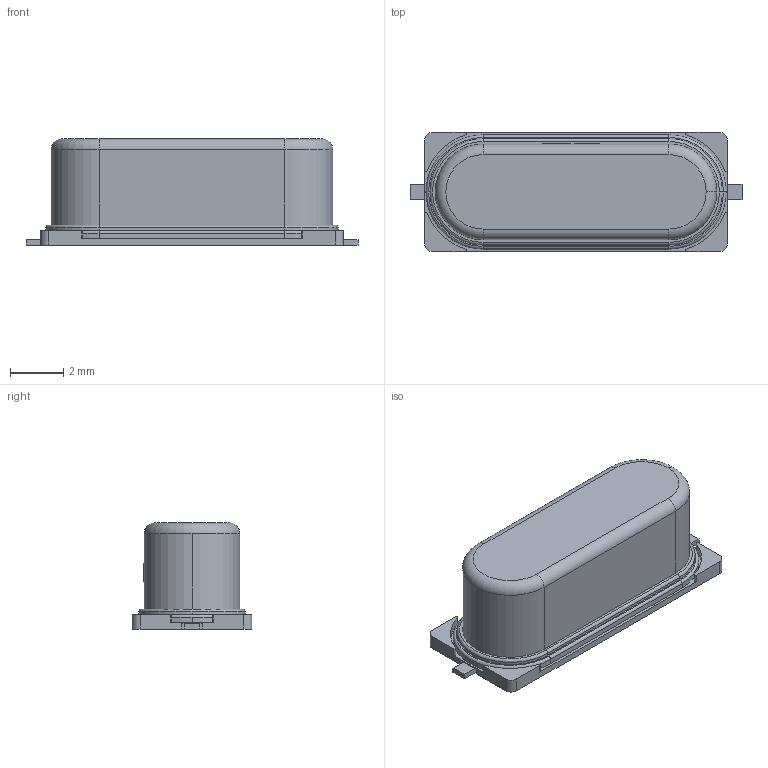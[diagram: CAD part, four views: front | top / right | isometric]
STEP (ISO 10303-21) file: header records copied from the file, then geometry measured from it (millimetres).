
FILE_DESCRIPTION (( 'STEP AP214' ), '1' );
FILE_NAME ('HC-49S_L11.4-W4.5-LS12.5.step', '2022-06-24T03:51:56', ( '' ), ( '' ), 'SwSTEP 2.0', 'SolidWorks 2020', '' );
FILE_SCHEMA (( 'AUTOMOTIVE_DESIGN' ));
Length unit declared in the file: millimetre
Products named in the file (1): HC-49S_L11.4-W4.5-LS12.5
Bounding box: 12.5 x 4.5 x 4 mm (x, y, z)
Volume: 149.3 mm3; surface area: 213.4 mm2
Topology: 1 solids, 1 shells, 366 faces, 989 edges, 654 vertices
Faces by surface type: plane 210, bspline 112, cylinder 35, torus 9
Entity records: 16682 total; most frequent: CARTESIAN_POINT 4114, ORIENTED_EDGE 1978, DIRECTION 1356, EDGE_CURVE 989, LINE 676, VECTOR 676, VERTEX_POINT 654, EDGE_LOOP 395
